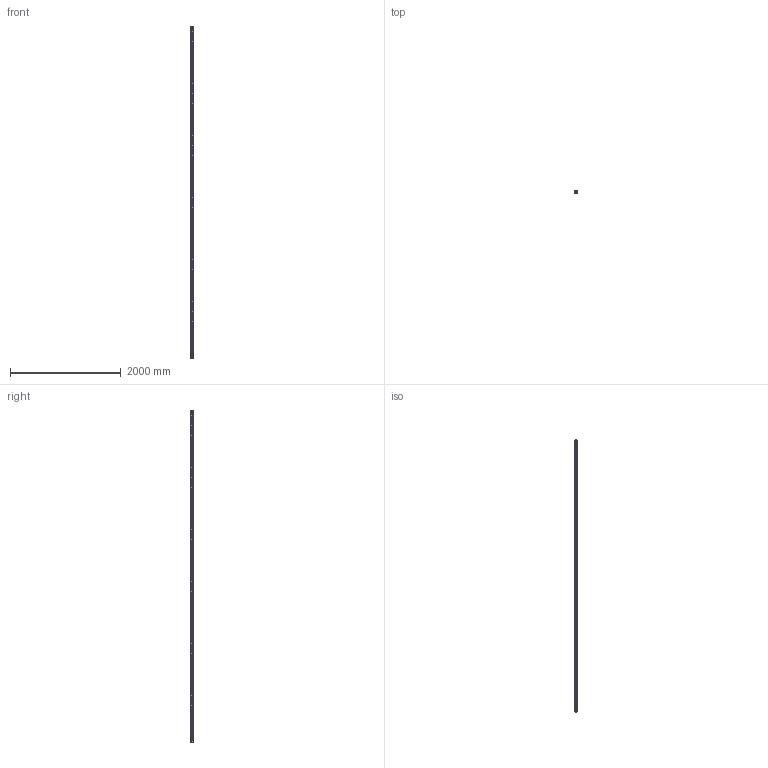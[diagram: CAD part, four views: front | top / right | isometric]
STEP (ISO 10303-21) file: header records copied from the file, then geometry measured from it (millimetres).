
FILE_DESCRIPTION (( 'STEP AP203' ), '1' );
FILE_NAME ('6983-6.step', '2021-12-22T10:29:35', ( '' ), ( '' ), 'SwSTEP 2.0', 'SolidWorks 2018', '' );
FILE_SCHEMA (( 'CONFIG_CONTROL_DESIGN' ));
Products named in the file (2): 6983-6
Bounding box: 40 x 40 x 6000 mm (x, y, z)
Volume: 2175997.7 mm3; surface area: 1744938.1 mm2
Topology: 1 solids, 1 shells, 3622 faces, 9596 edges, 7196 vertices
Faces by surface type: torus 2304, cylinder 1108, bspline 106, plane 104
Entity records: 261957 total; most frequent: CARTESIAN_POINT 183548, ORIENTED_EDGE 19192, DIRECTION 9644, EDGE_CURVE 9596, VERTEX_POINT 7196, B_SPLINE_CURVE_WITH_KNOTS 7016, EDGE_LOOP 4844, ADVANCED_FACE 3622
